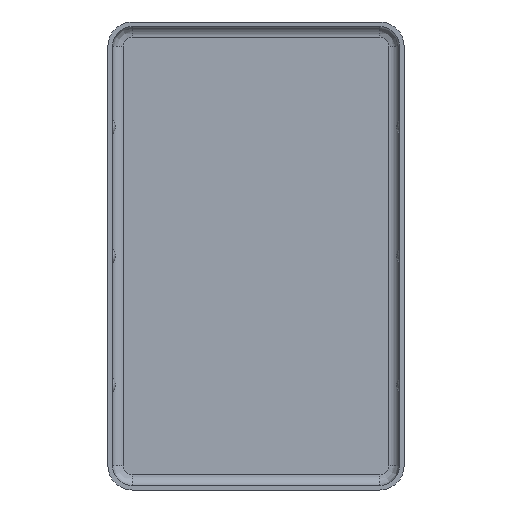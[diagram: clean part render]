
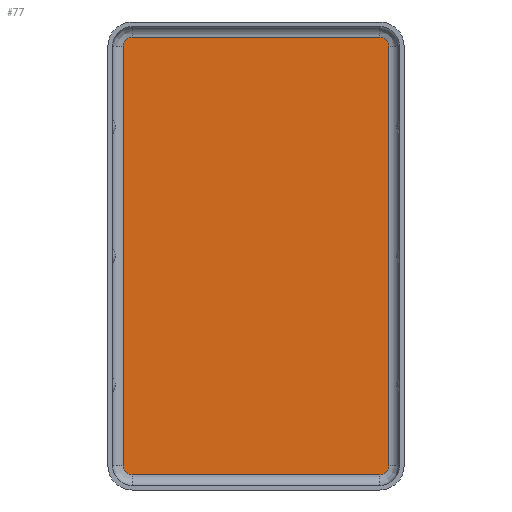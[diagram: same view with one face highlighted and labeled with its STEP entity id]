
A CAD part, front view. The second image highlights one B-rep face of the part: STEP entity #77.
In plain terms, the highlighted planar face has unit normal (0, -1, 0).
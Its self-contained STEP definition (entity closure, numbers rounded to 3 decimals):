
#77 = ADVANCED_FACE( 'NONE', ( #191 ), #192, .T. );
#191 = FACE_OUTER_BOUND( '', #352, .T. );
#192 = PLANE( '', #353 );
#352 = EDGE_LOOP( '', ( #698, #699, #700, #701, #702, #703, #704, #705 ) );
#353 = AXIS2_PLACEMENT_3D( '', #706, #707, #708 );
#698 = ORIENTED_EDGE( '', *, *, #1036, .F. );
#699 = ORIENTED_EDGE( '', *, *, #1037, .F. );
#700 = ORIENTED_EDGE( '', *, *, #1038, .F. );
#701 = ORIENTED_EDGE( '', *, *, #1039, .T. );
#702 = ORIENTED_EDGE( '', *, *, #1040, .T. );
#703 = ORIENTED_EDGE( '', *, *, #1041, .F. );
#704 = ORIENTED_EDGE( '', *, *, #1042, .T. );
#705 = ORIENTED_EDGE( '', *, *, #1043, .T. );
#706 = CARTESIAN_POINT( '', ( 8.15, 0., -13.8 ) );
#707 = DIRECTION( '', ( 0., -1., 0. ) );
#708 = DIRECTION( '', ( 0., 0., -1. ) );
#1036 = EDGE_CURVE( 'NONE', #1185, #1186, #1187, .T. );
#1037 = EDGE_CURVE( 'NONE', #1188, #1185, #1189, .T. );
#1038 = EDGE_CURVE( 'NONE', #1190, #1188, #1191, .T. );
#1039 = EDGE_CURVE( 'NONE', #1190, #1192, #1193, .T. );
#1040 = EDGE_CURVE( 'NONE', #1192, #1194, #1195, .T. );
#1041 = EDGE_CURVE( 'NONE', #1196, #1194, #1197, .T. );
#1042 = EDGE_CURVE( 'NONE', #1196, #1198, #1199, .T. );
#1043 = EDGE_CURVE( 'NONE', #1198, #1186, #1200, .T. );
#1185 = VERTEX_POINT( 'NONE', #1393 );
#1186 = VERTEX_POINT( 'NONE', #1394 );
#1187 = LINE( '', #1395, #1396 );
#1188 = VERTEX_POINT( 'NONE', #1397 );
#1189 = CIRCLE( '', #1398, 0.6 );
#1190 = VERTEX_POINT( 'NONE', #1399 );
#1191 = LINE( '', #1400, #1401 );
#1192 = VERTEX_POINT( 'NONE', #1402 );
#1193 = CIRCLE( '', #1403, 0.6 );
#1194 = VERTEX_POINT( 'NONE', #1404 );
#1195 = LINE( '', #1405, #1406 );
#1196 = VERTEX_POINT( 'NONE', #1407 );
#1197 = CIRCLE( '', #1408, 0.6 );
#1198 = VERTEX_POINT( 'NONE', #1409 );
#1199 = LINE( '', #1410, #1411 );
#1200 = CIRCLE( '', #1412, 0.6 );
#1393 = CARTESIAN_POINT( '', ( 8.15, 0., -14.4 ) );
#1394 = CARTESIAN_POINT( '', ( -8.15, 0., -14.4 ) );
#1395 = CARTESIAN_POINT( '', ( 8.15, 0., -14.4 ) );
#1396 = VECTOR( '', #1613, 1000. );
#1397 = CARTESIAN_POINT( '', ( 8.75, 0., -13.8 ) );
#1398 = AXIS2_PLACEMENT_3D( '', #1614, #1615, #1616 );
#1399 = CARTESIAN_POINT( '', ( 8.75, 0., 13.8 ) );
#1400 = CARTESIAN_POINT( '', ( 8.75, 0., 0. ) );
#1401 = VECTOR( '', #1617, 1000. );
#1402 = CARTESIAN_POINT( '', ( 8.15, 0., 14.4 ) );
#1403 = AXIS2_PLACEMENT_3D( '', #1618, #1619, #1620 );
#1404 = CARTESIAN_POINT( '', ( -8.15, 0., 14.4 ) );
#1405 = CARTESIAN_POINT( '', ( 8.15, 0., 14.4 ) );
#1406 = VECTOR( '', #1621, 1000. );
#1407 = CARTESIAN_POINT( '', ( -8.75, 0., 13.8 ) );
#1408 = AXIS2_PLACEMENT_3D( '', #1622, #1623, #1624 );
#1409 = CARTESIAN_POINT( '', ( -8.75, 0., -13.8 ) );
#1410 = CARTESIAN_POINT( '', ( -8.75, 0., 0. ) );
#1411 = VECTOR( '', #1625, 1000. );
#1412 = AXIS2_PLACEMENT_3D( '', #1626, #1627, #1628 );
#1613 = DIRECTION( '', ( -1., 0., 0. ) );
#1614 = CARTESIAN_POINT( '', ( 8.15, 0., -13.8 ) );
#1615 = DIRECTION( '', ( 0., 1., 0. ) );
#1616 = DIRECTION( '', ( 0., 0., 1. ) );
#1617 = DIRECTION( '', ( 0., 0., -1. ) );
#1618 = CARTESIAN_POINT( '', ( 8.15, 0., 13.8 ) );
#1619 = DIRECTION( '', ( 0., -1., 0. ) );
#1620 = DIRECTION( '', ( 0., 0., -1. ) );
#1621 = DIRECTION( '', ( -1., 0., 0. ) );
#1622 = CARTESIAN_POINT( '', ( -8.15, 0., 13.8 ) );
#1623 = DIRECTION( '', ( 0., 1., 0. ) );
#1624 = DIRECTION( '', ( 0., 0., -1. ) );
#1625 = DIRECTION( '', ( 0., 0., -1. ) );
#1626 = CARTESIAN_POINT( '', ( -8.15, 0., -13.8 ) );
#1627 = DIRECTION( '', ( 0., -1., 0. ) );
#1628 = DIRECTION( '', ( 0., 0., 1. ) );
